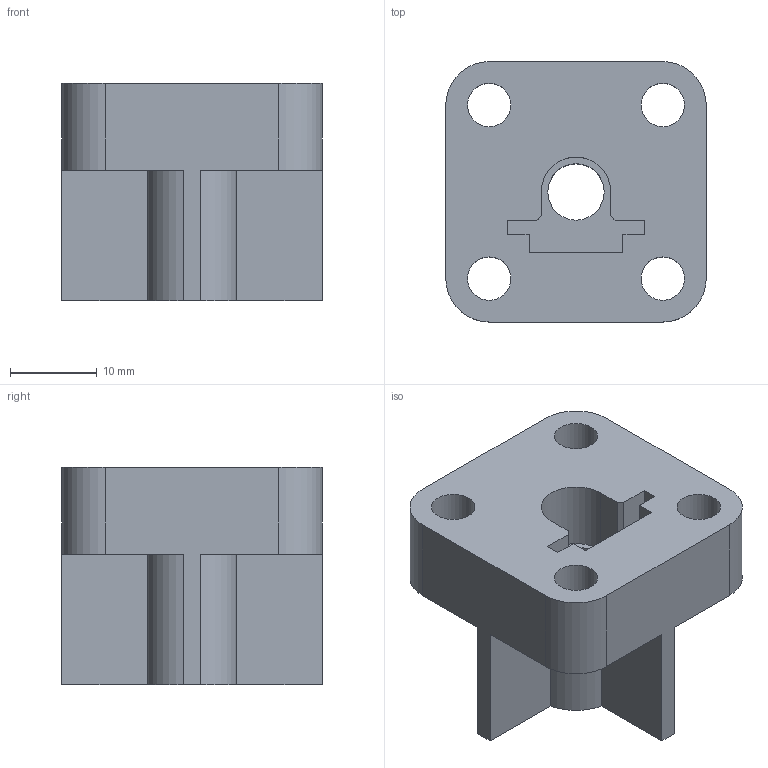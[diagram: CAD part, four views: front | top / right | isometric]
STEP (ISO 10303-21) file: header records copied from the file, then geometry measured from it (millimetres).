
FILE_DESCRIPTION(/* description */ (''),/* implementation_level */ '2;1');
FILE_NAME(/* name */ 'Laser Mount v1.step',/* time_stamp */ '2025-04-08T18:14:32+10:00',/* author */ (''),/* organization */ (''),/* preprocessor_version */ 'ST-DEVELOPER v20.1',/* originating_system */ 'Autodesk Translation Framework v14.4.0.0',/* authorisation */ '');
FILE_SCHEMA (('AUTOMOTIVE_DESIGN { 1 0 10303 214 3 1 1 }'));
Length unit declared in the file: millimetre
Products named in the file (1): Laser Mount
Bounding box: 30 x 30 x 25 mm (x, y, z)
Volume: 9109.8 mm3; surface area: 5694.7 mm2
Topology: 1 solids, 1 shells, 46 faces, 129 edges, 86 vertices
Faces by surface type: plane 32, cylinder 14
Full cylindrical faces by diameter (mm): 5 x4, 6.5 x1
Entity records: 1534 total; most frequent: CARTESIAN_POINT 262, ORIENTED_EDGE 258, DIRECTION 251, EDGE_CURVE 129, LINE 101, VECTOR 101, VERTEX_POINT 86, AXIS2_PLACEMENT_3D 75
